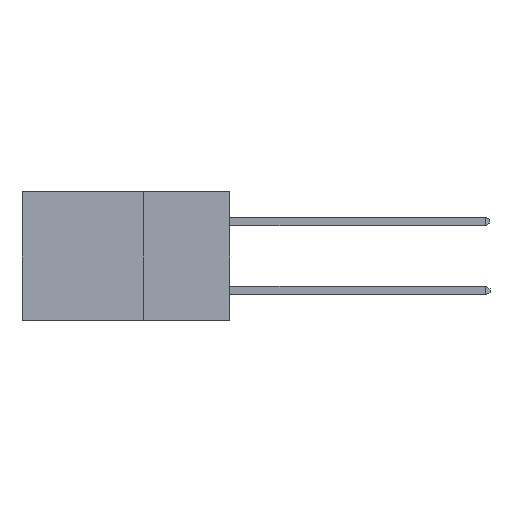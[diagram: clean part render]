
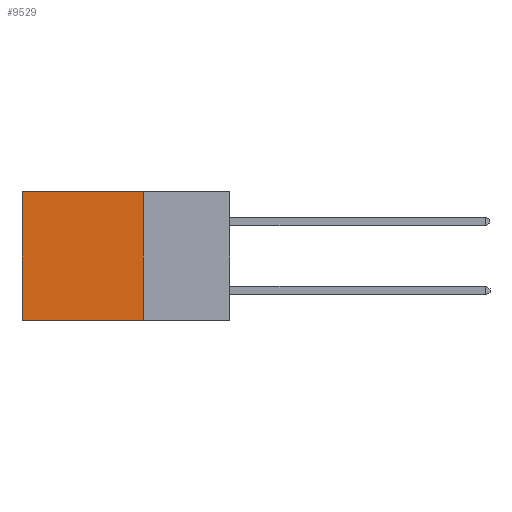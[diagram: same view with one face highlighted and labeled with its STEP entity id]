
A CAD part, left-side view. The second image highlights one B-rep face of the part: STEP entity #9529.
In plain terms, the highlighted planar face has unit normal (-1, 0, 0).
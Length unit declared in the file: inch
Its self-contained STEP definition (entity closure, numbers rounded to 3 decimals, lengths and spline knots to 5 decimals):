
#49 = LINE ( 'NONE', #8484, #6295 ) ;
#114 = CARTESIAN_POINT ( 'NONE',  ( 0.2615, 0.25, -0.37 ) ) ;
#125 = EDGE_CURVE ( 'NONE', #427, #1660, #8828, .T. ) ;
#427 = VERTEX_POINT ( 'NONE', #6041 ) ;
#581 = CARTESIAN_POINT ( 'NONE',  ( 0.2615, 0.6, -0.37 ) ) ;
#866 = FACE_OUTER_BOUND ( 'NONE', #4019, .T. ) ;
#1458 = ORIENTED_EDGE ( 'NONE', *, *, #125, .F. ) ;
#1660 = VERTEX_POINT ( 'NONE', #581 ) ;
#2011 = DIRECTION ( 'NONE',  ( 0., 1., 0. ) ) ;
#2148 = EDGE_CURVE ( 'NONE', #4543, #1660, #5999, .T. ) ;
#3273 = DIRECTION ( 'NONE',  ( 0., 0., -1. ) ) ;
#4019 = EDGE_LOOP ( 'NONE', ( #6608, #1458, #4747, #7390 ) ) ;
#4354 = CARTESIAN_POINT ( 'NONE',  ( 0.2615, 0.6, -0.37 ) ) ;
#4543 = VERTEX_POINT ( 'NONE', #10183 ) ;
#4747 = ORIENTED_EDGE ( 'NONE', *, *, #8141, .F. ) ;
#4840 = CARTESIAN_POINT ( 'NONE',  ( 0.2615, 0.25, -0.37 ) ) ;
#5005 = LINE ( 'NONE', #10152, #5240 ) ;
#5240 = VECTOR ( 'NONE', #5417, 39.37008 ) ;
#5412 = VERTEX_POINT ( 'NONE', #9900 ) ;
#5417 = DIRECTION ( 'NONE',  ( 0., 0., -1. ) ) ;
#5510 = EDGE_CURVE ( 'NONE', #5412, #4543, #49, .T. ) ;
#5999 = LINE ( 'NONE', #4354, #8200 ) ;
#6041 = CARTESIAN_POINT ( 'NONE',  ( 0.2615, 0.25, -0.37 ) ) ;
#6295 = VECTOR ( 'NONE', #2011, 39.37008 ) ;
#6591 = DIRECTION ( 'NONE',  ( 0., 1., 0. ) ) ;
#6608 = ORIENTED_EDGE ( 'NONE', *, *, #2148, .T. ) ;
#6705 = VECTOR ( 'NONE', #6591, 39.37008 ) ;
#6821 = DIRECTION ( 'NONE',  ( 0., 0., -1. ) ) ;
#7390 = ORIENTED_EDGE ( 'NONE', *, *, #5510, .T. ) ;
#8120 = DIRECTION ( 'NONE',  ( 1., 0., 0. ) ) ;
#8141 = EDGE_CURVE ( 'NONE', #5412, #427, #5005, .T. ) ;
#8200 = VECTOR ( 'NONE', #6821, 39.37008 ) ;
#8457 = AXIS2_PLACEMENT_3D ( 'NONE', #4840, #8120, #3273 ) ;
#8484 = CARTESIAN_POINT ( 'NONE',  ( 0.2615, 0.25, 0. ) ) ;
#8828 = LINE ( 'NONE', #114, #6705 ) ;
#9529 = ADVANCED_FACE ( 'NONE', ( #866 ), #10361, .F. ) ;
#9900 = CARTESIAN_POINT ( 'NONE',  ( 0.2615, 0.25, 0. ) ) ;
#10152 = CARTESIAN_POINT ( 'NONE',  ( 0.2615, 0.25, -0.37 ) ) ;
#10183 = CARTESIAN_POINT ( 'NONE',  ( 0.2615, 0.6, 0. ) ) ;
#10361 = PLANE ( 'NONE',  #8457 ) ;
